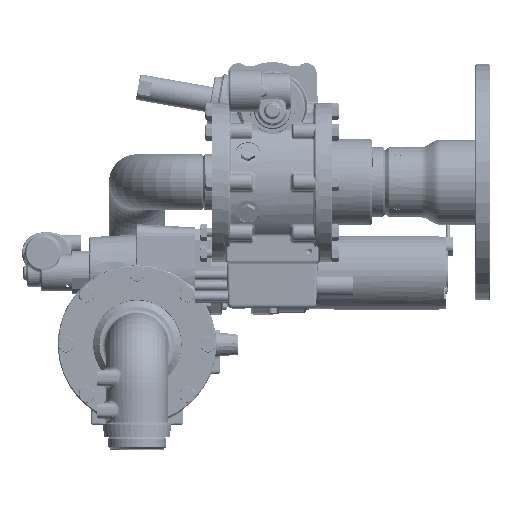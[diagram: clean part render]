
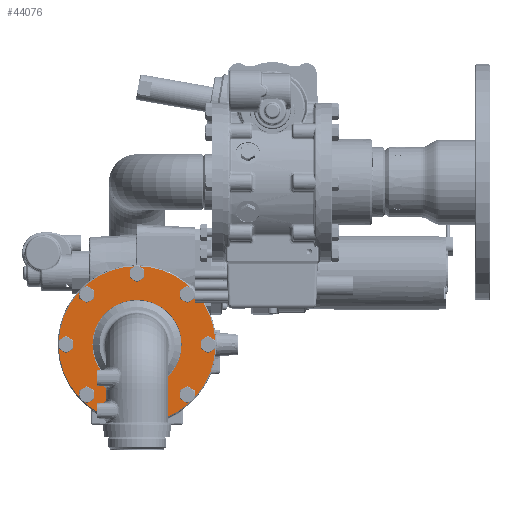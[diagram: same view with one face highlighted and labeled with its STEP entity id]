
A CAD part, left-side view. The second image highlights one B-rep face of the part: STEP entity #44076.
In plain terms, the highlighted planar face has unit normal (-1, 0, 0).
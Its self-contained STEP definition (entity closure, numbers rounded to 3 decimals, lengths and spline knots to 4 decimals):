
#43599=CARTESIAN_POINT('',(2.2464,3.9513,-3.7987));
#43600=DIRECTION('',(-1.,0.,0.));
#43601=DIRECTION('',(0.,-1.,0.));
#43602=AXIS2_PLACEMENT_3D('',#43599,#43600,#43601);
#43604=CARTESIAN_POINT('',(2.2464,3.9513,-3.7987));
#43605=DIRECTION('',(-1.,0.,0.));
#43606=DIRECTION('',(0.,1.,0.));
#43607=AXIS2_PLACEMENT_3D('',#43604,#43605,#43606);
#43609=CARTESIAN_POINT('',(2.2464,4.656,-5.5));
#43610=DIRECTION('',(-1.,0.,0.));
#43611=DIRECTION('',(0.,-1.,0.));
#43612=AXIS2_PLACEMENT_3D('',#43609,#43610,#43611);
#43614=CARTESIAN_POINT('',(2.2464,4.656,-5.5));
#43615=DIRECTION('',(-1.,0.,0.));
#43616=DIRECTION('',(0.,1.,0.));
#43617=AXIS2_PLACEMENT_3D('',#43614,#43615,#43616);
#43619=CARTESIAN_POINT('',(2.2464,3.9513,-7.2013));
#43620=DIRECTION('',(-1.,0.,0.));
#43621=DIRECTION('',(0.,-1.,0.));
#43622=AXIS2_PLACEMENT_3D('',#43619,#43620,#43621);
#43624=CARTESIAN_POINT('',(2.2464,3.9513,-7.2013));
#43625=DIRECTION('',(-1.,0.,0.));
#43626=DIRECTION('',(0.,1.,0.));
#43627=AXIS2_PLACEMENT_3D('',#43624,#43625,#43626);
#43629=CARTESIAN_POINT('',(2.2464,2.25,-7.906));
#43630=DIRECTION('',(-1.,0.,0.));
#43631=DIRECTION('',(0.,-1.,0.));
#43632=AXIS2_PLACEMENT_3D('',#43629,#43630,#43631);
#43634=CARTESIAN_POINT('',(2.2464,2.25,-7.906));
#43635=DIRECTION('',(-1.,0.,0.));
#43636=DIRECTION('',(0.,1.,0.));
#43637=AXIS2_PLACEMENT_3D('',#43634,#43635,#43636);
#43639=CARTESIAN_POINT('',(2.2464,0.5487,-7.2013));
#43640=DIRECTION('',(-1.,0.,0.));
#43641=DIRECTION('',(0.,-1.,0.));
#43642=AXIS2_PLACEMENT_3D('',#43639,#43640,#43641);
#43644=CARTESIAN_POINT('',(2.2464,0.5487,-7.2013));
#43645=DIRECTION('',(-1.,0.,0.));
#43646=DIRECTION('',(0.,1.,0.));
#43647=AXIS2_PLACEMENT_3D('',#43644,#43645,#43646);
#43649=CARTESIAN_POINT('',(2.2464,-0.156,-5.5));
#43650=DIRECTION('',(-1.,0.,0.));
#43651=DIRECTION('',(0.,-1.,0.));
#43652=AXIS2_PLACEMENT_3D('',#43649,#43650,#43651);
#43654=CARTESIAN_POINT('',(2.2464,-0.156,-5.5));
#43655=DIRECTION('',(-1.,0.,0.));
#43656=DIRECTION('',(0.,1.,0.));
#43657=AXIS2_PLACEMENT_3D('',#43654,#43655,#43656);
#43659=CARTESIAN_POINT('',(2.2464,0.5487,-3.7987));
#43660=DIRECTION('',(-1.,0.,0.));
#43661=DIRECTION('',(0.,-1.,0.));
#43662=AXIS2_PLACEMENT_3D('',#43659,#43660,#43661);
#43664=CARTESIAN_POINT('',(2.2464,0.5487,-3.7987));
#43665=DIRECTION('',(-1.,0.,0.));
#43666=DIRECTION('',(0.,1.,0.));
#43667=AXIS2_PLACEMENT_3D('',#43664,#43665,#43666);
#43669=CARTESIAN_POINT('',(2.2464,2.25,-3.094));
#43670=DIRECTION('',(-1.,0.,0.));
#43671=DIRECTION('',(0.,-1.,0.));
#43672=AXIS2_PLACEMENT_3D('',#43669,#43670,#43671);
#43674=CARTESIAN_POINT('',(2.2464,2.25,-3.094));
#43675=DIRECTION('',(-1.,0.,0.));
#43676=DIRECTION('',(0.,1.,0.));
#43677=AXIS2_PLACEMENT_3D('',#43674,#43675,#43676);
#43679=CARTESIAN_POINT('',(2.2464,2.25,-5.5));
#43680=DIRECTION('',(-1.,0.,0.));
#43681=DIRECTION('',(0.,-1.,0.));
#43682=AXIS2_PLACEMENT_3D('',#43679,#43680,#43681);
#43684=CARTESIAN_POINT('',(2.2464,2.25,-5.5));
#43685=DIRECTION('',(-1.,0.,0.));
#43686=DIRECTION('',(0.,1.,0.));
#43687=AXIS2_PLACEMENT_3D('',#43684,#43685,#43686);
#43689=CARTESIAN_POINT('',(2.2464,2.25,-5.5));
#43690=DIRECTION('',(-1.,0.,0.));
#43691=DIRECTION('',(0.,1.,0.));
#43692=AXIS2_PLACEMENT_3D('',#43689,#43690,#43691);
#43707=CARTESIAN_POINT('',(2.2464,2.25,-5.5));
#43708=DIRECTION('',(1.,0.,0.));
#43709=DIRECTION('',(0.,1.,0.));
#43710=AXIS2_PLACEMENT_3D('',#43707,#43708,#43709);
#43833=CARTESIAN_POINT('',(2.2464,2.415,-3.094));
#43834=CARTESIAN_POINT('',(2.2464,2.085,-3.094));
#43835=VERTEX_POINT('',#43833);
#43836=VERTEX_POINT('',#43834);
#43841=CARTESIAN_POINT('',(2.2464,0.7137,-3.7987));
#43842=CARTESIAN_POINT('',(2.2464,0.3837,-3.7987));
#43843=VERTEX_POINT('',#43841);
#43844=VERTEX_POINT('',#43842);
#43849=CARTESIAN_POINT('',(2.2464,0.009,-5.5));
#43850=CARTESIAN_POINT('',(2.2464,-0.321,-5.5));
#43851=VERTEX_POINT('',#43849);
#43852=VERTEX_POINT('',#43850);
#43857=CARTESIAN_POINT('',(2.2464,0.7137,-7.2013));
#43858=CARTESIAN_POINT('',(2.2464,0.3837,-7.2013));
#43859=VERTEX_POINT('',#43857);
#43860=VERTEX_POINT('',#43858);
#43865=CARTESIAN_POINT('',(2.2464,4.9075,-5.5));
#43866=CARTESIAN_POINT('',(2.2464,-0.4075,-5.5));
#43867=VERTEX_POINT('',#43865);
#43868=VERTEX_POINT('',#43866);
#43881=CARTESIAN_POINT('',(2.2464,2.415,-7.906));
#43882=CARTESIAN_POINT('',(2.2464,2.085,-7.906));
#43883=VERTEX_POINT('',#43881);
#43884=VERTEX_POINT('',#43882);
#43889=CARTESIAN_POINT('',(2.2464,4.1163,-7.2013));
#43890=CARTESIAN_POINT('',(2.2464,3.7863,-7.2013));
#43891=VERTEX_POINT('',#43889);
#43892=VERTEX_POINT('',#43890);
#43897=CARTESIAN_POINT('',(2.2464,4.821,-5.5));
#43898=CARTESIAN_POINT('',(2.2464,4.491,-5.5));
#43899=VERTEX_POINT('',#43897);
#43900=VERTEX_POINT('',#43898);
#43905=CARTESIAN_POINT('',(2.2464,4.1163,-3.7987));
#43906=CARTESIAN_POINT('',(2.2464,3.7863,-3.7987));
#43907=VERTEX_POINT('',#43905);
#43908=VERTEX_POINT('',#43906);
#43921=CARTESIAN_POINT('',(2.2464,0.738,-5.5));
#43922=CARTESIAN_POINT('',(2.2464,3.762,-5.5));
#43923=VERTEX_POINT('',#43921);
#43924=VERTEX_POINT('',#43922);
#44013=CARTESIAN_POINT('',(2.2464,2.25,-5.5));
#44014=DIRECTION('',(1.,0.,0.));
#44015=DIRECTION('',(0.,-1.,0.));
#44016=AXIS2_PLACEMENT_3D('',#44013,#44014,#44015);
#44017=PLANE('',#44016);
#44019=ORIENTED_EDGE('',*,*,#44018,.F.);
#44021=ORIENTED_EDGE('',*,*,#44020,.T.);
#44022=EDGE_LOOP('',(#44019,#44021));
#44023=FACE_OUTER_BOUND('',#44022,.F.);
#44025=ORIENTED_EDGE('',*,*,#44024,.T.);
#44027=ORIENTED_EDGE('',*,*,#44026,.T.);
#44028=EDGE_LOOP('',(#44025,#44027));
#44029=FACE_BOUND('',#44028,.F.);
#44031=ORIENTED_EDGE('',*,*,#44030,.T.);
#44033=ORIENTED_EDGE('',*,*,#44032,.T.);
#44034=EDGE_LOOP('',(#44031,#44033));
#44035=FACE_BOUND('',#44034,.F.);
#44037=ORIENTED_EDGE('',*,*,#44036,.T.);
#44039=ORIENTED_EDGE('',*,*,#44038,.T.);
#44040=EDGE_LOOP('',(#44037,#44039));
#44041=FACE_BOUND('',#44040,.F.);
#44043=ORIENTED_EDGE('',*,*,#44042,.T.);
#44045=ORIENTED_EDGE('',*,*,#44044,.T.);
#44046=EDGE_LOOP('',(#44043,#44045));
#44047=FACE_BOUND('',#44046,.F.);
#44049=ORIENTED_EDGE('',*,*,#44048,.T.);
#44051=ORIENTED_EDGE('',*,*,#44050,.T.);
#44052=EDGE_LOOP('',(#44049,#44051));
#44053=FACE_BOUND('',#44052,.F.);
#44055=ORIENTED_EDGE('',*,*,#44054,.T.);
#44057=ORIENTED_EDGE('',*,*,#44056,.T.);
#44058=EDGE_LOOP('',(#44055,#44057));
#44059=FACE_BOUND('',#44058,.F.);
#44061=ORIENTED_EDGE('',*,*,#44060,.T.);
#44063=ORIENTED_EDGE('',*,*,#44062,.T.);
#44064=EDGE_LOOP('',(#44061,#44063));
#44065=FACE_BOUND('',#44064,.F.);
#44067=ORIENTED_EDGE('',*,*,#44066,.T.);
#44069=ORIENTED_EDGE('',*,*,#44068,.T.);
#44070=EDGE_LOOP('',(#44067,#44069));
#44071=FACE_BOUND('',#44070,.F.);
#44072=ORIENTED_EDGE('',*,*,#44007,.T.);
#44073=ORIENTED_EDGE('',*,*,#43993,.T.);
#44074=EDGE_LOOP('',(#44072,#44073));
#44075=FACE_BOUND('',#44074,.F.);
#43603=CIRCLE('',#43602,0.165);
#43608=CIRCLE('',#43607,0.165);
#43613=CIRCLE('',#43612,0.165);
#43618=CIRCLE('',#43617,0.165);
#43623=CIRCLE('',#43622,0.165);
#43628=CIRCLE('',#43627,0.165);
#43633=CIRCLE('',#43632,0.165);
#43638=CIRCLE('',#43637,0.165);
#43643=CIRCLE('',#43642,0.165);
#43648=CIRCLE('',#43647,0.165);
#43653=CIRCLE('',#43652,0.165);
#43658=CIRCLE('',#43657,0.165);
#43663=CIRCLE('',#43662,0.165);
#43668=CIRCLE('',#43667,0.165);
#43673=CIRCLE('',#43672,0.165);
#43678=CIRCLE('',#43677,0.165);
#43683=CIRCLE('',#43682,1.512);
#43688=CIRCLE('',#43687,1.512);
#43693=CIRCLE('',#43692,2.6575);
#43711=CIRCLE('',#43710,2.6575);
#43993=EDGE_CURVE('',#43924,#43923,#43688,.T.);
#44007=EDGE_CURVE('',#43923,#43924,#43683,.T.);
#44018=EDGE_CURVE('',#43867,#43868,#43693,.T.);
#44020=EDGE_CURVE('',#43867,#43868,#43711,.T.);
#44024=EDGE_CURVE('',#43900,#43899,#43613,.T.);
#44026=EDGE_CURVE('',#43899,#43900,#43618,.T.);
#44030=EDGE_CURVE('',#43892,#43891,#43623,.T.);
#44032=EDGE_CURVE('',#43891,#43892,#43628,.T.);
#44036=EDGE_CURVE('',#43884,#43883,#43633,.T.);
#44038=EDGE_CURVE('',#43883,#43884,#43638,.T.);
#44042=EDGE_CURVE('',#43860,#43859,#43643,.T.);
#44044=EDGE_CURVE('',#43859,#43860,#43648,.T.);
#44048=EDGE_CURVE('',#43852,#43851,#43653,.T.);
#44050=EDGE_CURVE('',#43851,#43852,#43658,.T.);
#44054=EDGE_CURVE('',#43844,#43843,#43663,.T.);
#44056=EDGE_CURVE('',#43843,#43844,#43668,.T.);
#44060=EDGE_CURVE('',#43908,#43907,#43603,.T.);
#44062=EDGE_CURVE('',#43907,#43908,#43608,.T.);
#44066=EDGE_CURVE('',#43836,#43835,#43673,.T.);
#44068=EDGE_CURVE('',#43835,#43836,#43678,.T.);
#44076=ADVANCED_FACE('',(#44023,#44029,#44035,#44041,#44047,#44053,#44059,
#44065,#44071,#44075),#44017,.F.);
